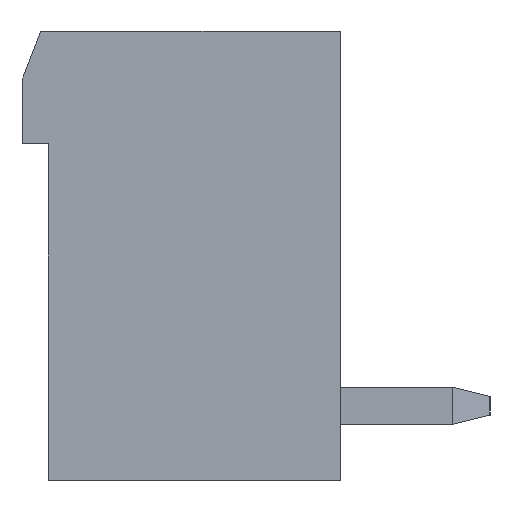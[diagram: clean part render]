
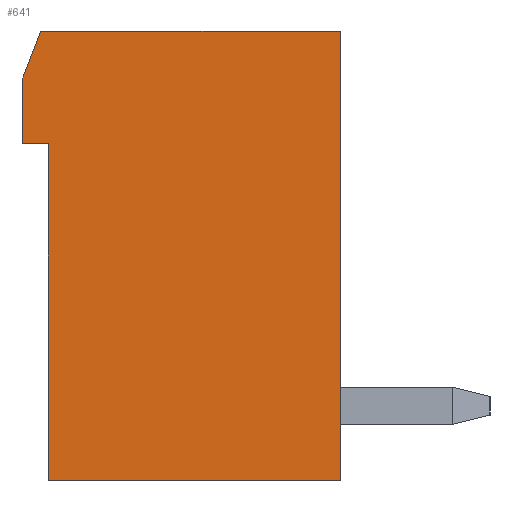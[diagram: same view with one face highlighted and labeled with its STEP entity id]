
A CAD part, left-side view. The second image highlights one B-rep face of the part: STEP entity #641.
In plain terms, the highlighted planar face has unit normal (-1, 0, 0).
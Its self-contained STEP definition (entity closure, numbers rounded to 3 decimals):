
#641 = ADVANCED_FACE('',(#642),#700,.T.);
#642 = FACE_BOUND('',#643,.T.);
#643 = EDGE_LOOP('',(#644,#654,#662,#670,#678,#686,#694));
#644 = ORIENTED_EDGE('',*,*,#645,.F.);
#645 = EDGE_CURVE('',#646,#648,#650,.T.);
#646 = VERTEX_POINT('',#647);
#647 = CARTESIAN_POINT('',(-0.7,11.75,4.35));
#648 = VERTEX_POINT('',#649);
#649 = CARTESIAN_POINT('',(-0.7,3.75,4.35));
#650 = LINE('',#651,#652);
#651 = CARTESIAN_POINT('',(-0.7,11.75,4.35));
#652 = VECTOR('',#653,1.);
#653 = DIRECTION('',(0.,-1.,0.));
#654 = ORIENTED_EDGE('',*,*,#655,.T.);
#655 = EDGE_CURVE('',#646,#656,#658,.T.);
#656 = VERTEX_POINT('',#657);
#657 = CARTESIAN_POINT('',(-0.7,12.25,3.05));
#658 = LINE('',#659,#660);
#659 = CARTESIAN_POINT('',(-0.7,11.75,4.35));
#660 = VECTOR('',#661,1.);
#661 = DIRECTION('',(0.,0.359,-0.933)
  );
#662 = ORIENTED_EDGE('',*,*,#663,.F.);
#663 = EDGE_CURVE('',#664,#656,#666,.T.);
#664 = VERTEX_POINT('',#665);
#665 = CARTESIAN_POINT('',(-0.7,12.25,1.35));
#666 = LINE('',#667,#668);
#667 = CARTESIAN_POINT('',(-0.7,12.25,1.35));
#668 = VECTOR('',#669,1.);
#669 = DIRECTION('',(0.,0.,1.));
#670 = ORIENTED_EDGE('',*,*,#671,.T.);
#671 = EDGE_CURVE('',#664,#672,#674,.T.);
#672 = VERTEX_POINT('',#673);
#673 = CARTESIAN_POINT('',(-0.7,11.55,1.35));
#674 = LINE('',#675,#676);
#675 = CARTESIAN_POINT('',(-0.7,12.25,1.35));
#676 = VECTOR('',#677,1.);
#677 = DIRECTION('',(0.,-1.,0.));
#678 = ORIENTED_EDGE('',*,*,#679,.T.);
#679 = EDGE_CURVE('',#672,#680,#682,.T.);
#680 = VERTEX_POINT('',#681);
#681 = CARTESIAN_POINT('',(-0.7,11.55,-7.65));
#682 = LINE('',#683,#684);
#683 = CARTESIAN_POINT('',(-0.7,11.55,1.35));
#684 = VECTOR('',#685,1.);
#685 = DIRECTION('',(0.,0.,-1.));
#686 = ORIENTED_EDGE('',*,*,#687,.F.);
#687 = EDGE_CURVE('',#688,#680,#690,.T.);
#688 = VERTEX_POINT('',#689);
#689 = CARTESIAN_POINT('',(-0.7,3.75,-7.65));
#690 = LINE('',#691,#692);
#691 = CARTESIAN_POINT('',(-0.7,3.75,-7.65));
#692 = VECTOR('',#693,1.);
#693 = DIRECTION('',(0.,1.,0.));
#694 = ORIENTED_EDGE('',*,*,#695,.F.);
#695 = EDGE_CURVE('',#648,#688,#696,.T.);
#696 = LINE('',#697,#698);
#697 = CARTESIAN_POINT('',(-0.7,3.75,4.35));
#698 = VECTOR('',#699,1.);
#699 = DIRECTION('',(0.,0.,-1.));
#700 = PLANE('',#701);
#701 = AXIS2_PLACEMENT_3D('',#702,#703,#704);
#702 = CARTESIAN_POINT('',(-0.7,-2.4,-9.939));
#703 = DIRECTION('',(-1.,0.,0.));
#704 = DIRECTION('',(0.,0.,1.));
